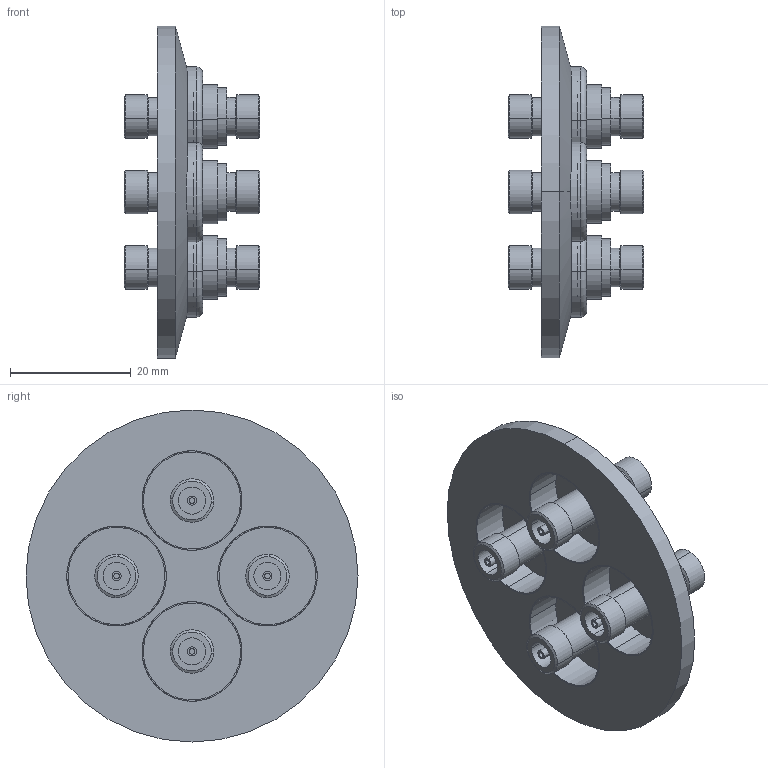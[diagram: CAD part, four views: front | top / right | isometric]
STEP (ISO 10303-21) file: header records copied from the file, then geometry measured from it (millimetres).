
FILE_DESCRIPTION (( 'STEP AP214' ), '1' );
FILE_NAME ('242-SMAD50-K40-4.STEP', '2016-02-11T11:22:27', ( '' ), ( '' ), 'SwSTEP 2.0', 'SolidWorks 2014', '' );
FILE_SCHEMA (( 'AUTOMOTIVE_DESIGN' ));
Length unit declared in the file: millimetre
Products named in the file (3): 242-SMAD50; 9431-KF40-16.5-4_431-KF40-B; 242-SMAD50-K40-4
Assembly tree (5 placements, depth 2):
  242-SMAD50-K40-4
    9431-KF40-16.5-4_431-KF40-B
    242-SMAD50  x4
Bounding box: 22.5 x 55 x 55 mm (x, y, z)
Volume: 11307.1 mm3; surface area: 11539.3 mm2
Topology: 5 solids, 5 shells, 218 faces, 444 edges, 276 vertices
Faces by surface type: cylinder 122, plane 54, cone 34, torus 8
Entity records: 2024 total; most frequent: DIRECTION 374, CARTESIAN_POINT 369, ORIENTED_EDGE 288, AXIS2_PLACEMENT_3D 163, EDGE_CURVE 144, VERTEX_POINT 90, CIRCLE 90, EDGE_LOOP 80
